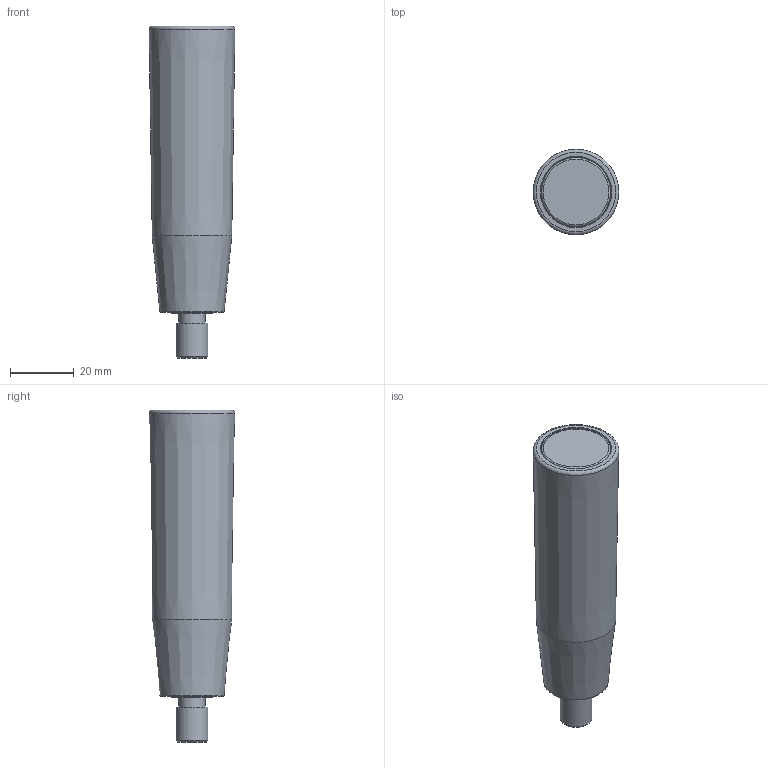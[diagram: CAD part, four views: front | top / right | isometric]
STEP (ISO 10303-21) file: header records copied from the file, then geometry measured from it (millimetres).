
FILE_DESCRIPTION( ( 'Unknown' ), '1' );
FILE_NAME( '6397030_MPEX26x90.stp', 'Unknown', ( 'Unknown' ), ( 'Unknown' ), 'PSStep 14.0', 'Unknown', ' ' );
FILE_SCHEMA( ( 'AUTOMOTIVE_DESIGN { 1 0 10303 214 1 1 1 1 }' ) );
Length unit declared in the file: millimetre
Products named in the file (2): 1833506
Bounding box: 26.98 x 26.98 x 104.4 mm (x, y, z)
Volume: 30039.8 mm3; surface area: 19267.7 mm2
Topology: 2 solids, 2 shells, 256 faces, 611 edges, 338 vertices
Faces by surface type: bspline 96, plane 53, cylinder 41, torus 34, cone 24, sphere 8
Full cylindrical faces by diameter (mm): 5.1 x1, 6 x1, 8.3 x1, 8.7 x1, 9.6 x1, 10 x1, 10.2 x1, 10.7 x3, 12.15 x1, 13 x1, 13.1 x1, 17.8 x1, 21.7 x1, 21.8 x1, 22 x1
Entity records: 16372 total; most frequent: CARTESIAN_POINT 9521, ORIENTED_EDGE 1040, DIRECTION 862, EDGE_CURVE 520, AXIS2_PLACEMENT_3D 392, VERTEX_POINT 323, EDGE_LOOP 310, FACE_OUTER_BOUND 283
